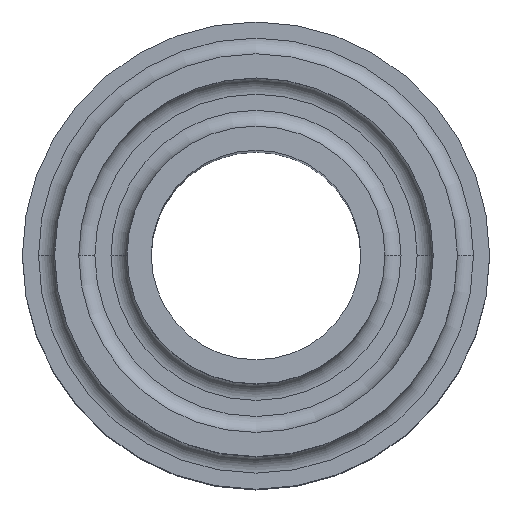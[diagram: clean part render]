
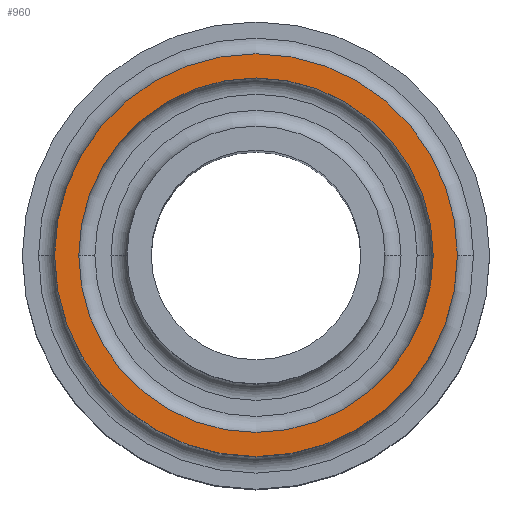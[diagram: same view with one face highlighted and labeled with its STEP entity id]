
A CAD part, top view. The second image highlights one B-rep face of the part: STEP entity #960.
In plain terms, the highlighted planar face has unit normal (0, 0, 1).
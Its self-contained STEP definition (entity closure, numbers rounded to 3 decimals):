
#28 = DIRECTION ( 'NONE',  ( 0., 0., 1. ) ) ;
#37 = CARTESIAN_POINT ( 'NONE',  ( -25., 0., 56.5 ) ) ;
#94 = EDGE_CURVE ( 'NONE', #783, #504, #587, .T. ) ;
#124 = ORIENTED_EDGE ( 'NONE', *, *, #94, .T. ) ;
#165 = VERTEX_POINT ( 'NONE', #860 ) ;
#217 = CIRCLE ( 'NONE', #878, 22. ) ;
#231 = FACE_BOUND ( 'NONE', #1156, .T. ) ;
#254 = VERTEX_POINT ( 'NONE', #703 ) ;
#263 = DIRECTION ( 'NONE',  ( 0., 0., 1. ) ) ;
#269 = DIRECTION ( 'NONE',  ( 1., 0., 0. ) ) ;
#285 = DIRECTION ( 'NONE',  ( 1., 0., 0. ) ) ;
#362 = DIRECTION ( 'NONE',  ( 0., 0., 1. ) ) ;
#376 = FACE_OUTER_BOUND ( 'NONE', #1147, .T. ) ;
#402 = AXIS2_PLACEMENT_3D ( 'NONE', #1159, #432, #572 ) ;
#432 = DIRECTION ( 'NONE',  ( 0., 0., 1. ) ) ;
#454 = EDGE_CURVE ( 'NONE', #254, #165, #707, .T. ) ;
#456 = DIRECTION ( 'NONE',  ( 1., 0., 0. ) ) ;
#504 = VERTEX_POINT ( 'NONE', #726 ) ;
#572 = DIRECTION ( 'NONE',  ( 1., 0., 0. ) ) ;
#587 = CIRCLE ( 'NONE', #1129, 25. ) ;
#653 = CIRCLE ( 'NONE', #1018, 25. ) ;
#685 = AXIS2_PLACEMENT_3D ( 'NONE', #738, #362, #1023 ) ;
#703 = CARTESIAN_POINT ( 'NONE',  ( 22., 0., 56.5 ) ) ;
#707 = CIRCLE ( 'NONE', #402, 22. ) ;
#726 = CARTESIAN_POINT ( 'NONE',  ( 25., 0., 56.5 ) ) ;
#728 = EDGE_CURVE ( 'NONE', #504, #783, #653, .T. ) ;
#738 = CARTESIAN_POINT ( 'NONE',  ( 0., 0., 56.5 ) ) ;
#783 = VERTEX_POINT ( 'NONE', #37 ) ;
#803 = ORIENTED_EDGE ( 'NONE', *, *, #964, .F. ) ;
#815 = ORIENTED_EDGE ( 'NONE', *, *, #728, .T. ) ;
#837 = CARTESIAN_POINT ( 'NONE',  ( 0., 0., 56.5 ) ) ;
#860 = CARTESIAN_POINT ( 'NONE',  ( -22., 0., 56.5 ) ) ;
#878 = AXIS2_PLACEMENT_3D ( 'NONE', #837, #1020, #456 ) ;
#929 = PLANE ( 'NONE',  #685 ) ;
#945 = CARTESIAN_POINT ( 'NONE',  ( 0., 0., 56.5 ) ) ;
#960 = ADVANCED_FACE ( 'NONE', ( #376, #231 ), #929, .T. ) ;
#964 = EDGE_CURVE ( 'NONE', #165, #254, #217, .T. ) ;
#1008 = ORIENTED_EDGE ( 'NONE', *, *, #454, .F. ) ;
#1018 = AXIS2_PLACEMENT_3D ( 'NONE', #1035, #263, #285 ) ;
#1020 = DIRECTION ( 'NONE',  ( 0., 0., 1. ) ) ;
#1023 = DIRECTION ( 'NONE',  ( 1., 0., 0. ) ) ;
#1035 = CARTESIAN_POINT ( 'NONE',  ( 0., 0., 56.5 ) ) ;
#1129 = AXIS2_PLACEMENT_3D ( 'NONE', #945, #28, #269 ) ;
#1147 = EDGE_LOOP ( 'NONE', ( #124, #815 ) ) ;
#1156 = EDGE_LOOP ( 'NONE', ( #803, #1008 ) ) ;
#1159 = CARTESIAN_POINT ( 'NONE',  ( 0., 0., 56.5 ) ) ;
